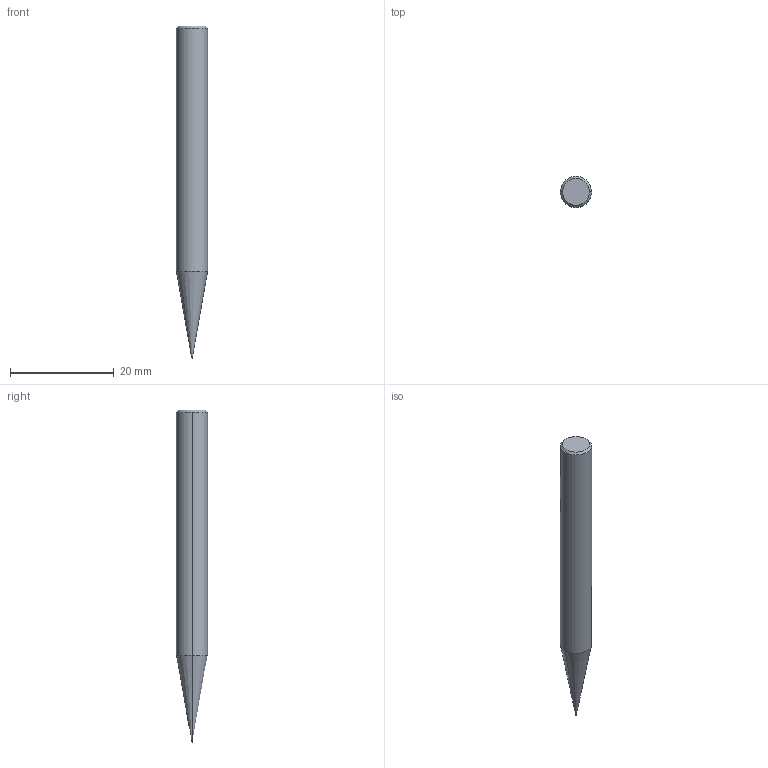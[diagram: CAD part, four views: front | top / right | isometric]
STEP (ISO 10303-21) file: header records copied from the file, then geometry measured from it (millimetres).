
FILE_DESCRIPTION(('STEP AP214'),'1');
FILE_NAME('RP06002B0.3_FC.stp','2024-04-08T21:08:49',(' '),(' '),'Spatial InterOp 3D',' ',' ');
FILE_SCHEMA(('AUTOMOTIVE_DESIGN { 1 0 10303 214 1 1 1 1 }'));
Length unit declared in the file: millimetre
Products named in the file (1): 1
Bounding box: 6 x 6 x 64 mm (x, y, z)
Volume: 1495 mm3; surface area: 1077.2 mm2
Topology: 2 solids, 2 shells, 13 faces, 24 edges, 13 vertices
Faces by surface type: cone 4, cylinder 4, plane 3, sphere 2
Entity records: 346 total; most frequent: DIRECTION 66, CARTESIAN_POINT 50, ORIENTED_EDGE 44, AXIS2_PLACEMENT_3D 29, EDGE_CURVE 22, CIRCLE 14, ADVANCED_FACE 13, FACE_OUTER_BOUND 13
